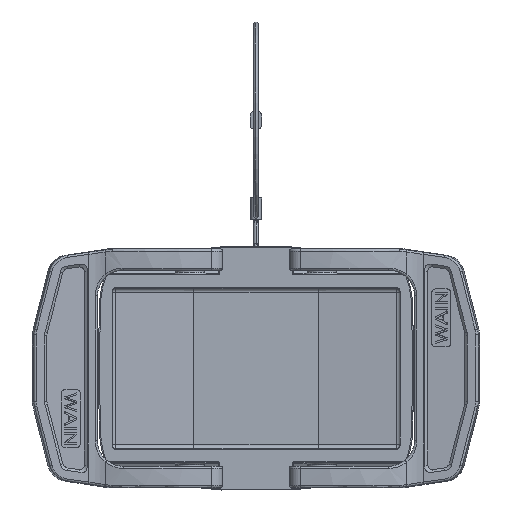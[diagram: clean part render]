
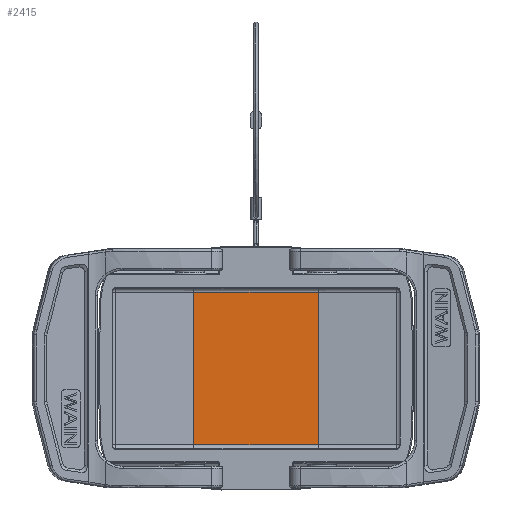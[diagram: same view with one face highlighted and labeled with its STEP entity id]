
A CAD part, front view. The second image highlights one B-rep face of the part: STEP entity #2415.
In plain terms, the highlighted planar face has unit normal (0, -1, 0.002).
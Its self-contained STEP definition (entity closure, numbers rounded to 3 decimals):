
#2415=ADVANCED_FACE('',(#4399),#3662,.T.);
#3662=PLANE('',#25897);
#4399=FACE_OUTER_BOUND('',#5808,.T.);
#5808=EDGE_LOOP('',(#9577,#9578,#9579,#9580));
#9577=ORIENTED_EDGE('',*,*,#18723,.T.);
#9578=ORIENTED_EDGE('',*,*,#18725,.T.);
#9579=ORIENTED_EDGE('',*,*,#18726,.T.);
#9580=ORIENTED_EDGE('',*,*,#18727,.T.);
#15945=VERTEX_POINT('',#37165);
#15946=VERTEX_POINT('',#37167);
#15947=VERTEX_POINT('',#37171);
#15948=VERTEX_POINT('',#37173);
#18723=EDGE_CURVE('',#15946,#15945,#22171,.T.);
#18725=EDGE_CURVE('',#15945,#15947,#22173,.T.);
#18726=EDGE_CURVE('',#15947,#15948,#22174,.T.);
#18727=EDGE_CURVE('',#15948,#15946,#22175,.T.);
#22171=LINE('',#37166,#24078);
#22173=LINE('',#37170,#24080);
#22174=LINE('',#37172,#24081);
#22175=LINE('',#37174,#24082);
#24078=VECTOR('',#29157,1.);
#24080=VECTOR('',#29161,1.);
#24081=VECTOR('',#29162,1.);
#24082=VECTOR('',#29163,1.);
#25897=AXIS2_PLACEMENT_3D('',#37175,#29164,#29165);
#29157=DIRECTION('',(0.,0.001,1.));
#29161=DIRECTION('',(-1.,0.,0.));
#29162=DIRECTION('',(0.,-0.001,-1.));
#29163=DIRECTION('',(1.,0.,0.));
#29164=DIRECTION('',(0.,-1.,0.001));
#29165=DIRECTION('',(-1.,0.,0.));
#37165=CARTESIAN_POINT('',(15.192,9.739,22.519));
#37166=CARTESIAN_POINT('',(15.192,9.687,-13.145));
#37167=CARTESIAN_POINT('',(15.192,9.687,-13.145));
#37170=CARTESIAN_POINT('',(15.192,9.739,22.519));
#37171=CARTESIAN_POINT('',(-14.002,9.744,22.519));
#37172=CARTESIAN_POINT('',(-14.002,9.744,22.519));
#37173=CARTESIAN_POINT('',(-14.002,9.691,-13.145));
#37174=CARTESIAN_POINT('',(-14.002,9.691,-13.145));
#37175=CARTESIAN_POINT('',(15.192,9.741,23.887));
